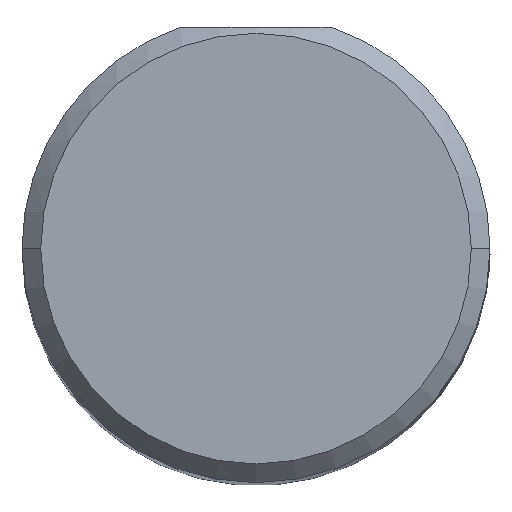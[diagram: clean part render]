
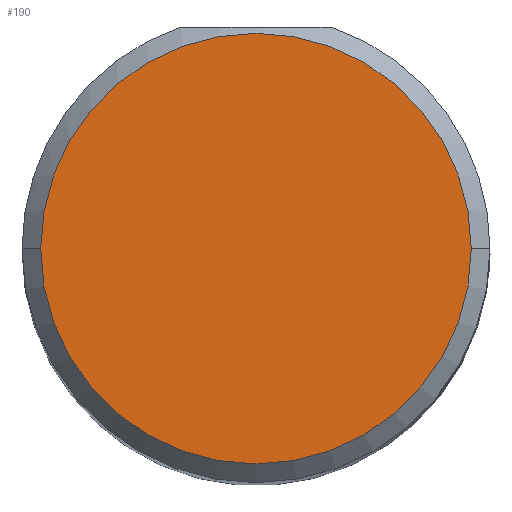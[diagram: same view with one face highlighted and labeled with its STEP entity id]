
A CAD part, top view. The second image highlights one B-rep face of the part: STEP entity #190.
In plain terms, the highlighted planar face has unit normal (0, 0, 1).
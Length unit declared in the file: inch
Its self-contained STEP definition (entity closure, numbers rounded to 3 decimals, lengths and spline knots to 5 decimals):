
#32 = DIRECTION ( 'NONE',  ( 0., 0., 1. ) ) ;
#48 = CARTESIAN_POINT ( 'NONE',  ( 0., 0., 3. ) ) ;
#63 = EDGE_CURVE ( 'NONE', #529, #642, #224, .T. ) ;
#95 = PLANE ( 'NONE',  #302 ) ;
#114 = ORIENTED_EDGE ( 'NONE', *, *, #63, .T. ) ;
#190 = ADVANCED_FACE ( 'NONE', ( #557 ), #95, .T. ) ;
#219 = EDGE_CURVE ( 'NONE', #642, #529, #225, .T. ) ;
#224 = CIRCLE ( 'NONE', #332, 0.1725 ) ;
#225 = CIRCLE ( 'NONE', #257, 0.1725 ) ;
#257 = AXIS2_PLACEMENT_3D ( 'NONE', #410, #517, #505 ) ;
#262 = DIRECTION ( 'NONE',  ( 0., 0., 1. ) ) ;
#302 = AXIS2_PLACEMENT_3D ( 'NONE', #48, #262, #398 ) ;
#332 = AXIS2_PLACEMENT_3D ( 'NONE', #646, #32, #485 ) ;
#398 = DIRECTION ( 'NONE',  ( 1., 0., 0. ) ) ;
#410 = CARTESIAN_POINT ( 'NONE',  ( 0., 0., 3. ) ) ;
#485 = DIRECTION ( 'NONE',  ( 1., 0., 0. ) ) ;
#505 = DIRECTION ( 'NONE',  ( 1., 0., 0. ) ) ;
#517 = DIRECTION ( 'NONE',  ( 0., 0., 1. ) ) ;
#529 = VERTEX_POINT ( 'NONE', #605 ) ;
#557 = FACE_OUTER_BOUND ( 'NONE', #571, .T. ) ;
#571 = EDGE_LOOP ( 'NONE', ( #114, #625 ) ) ;
#605 = CARTESIAN_POINT ( 'NONE',  ( -0.1725, 0., 3. ) ) ;
#624 = CARTESIAN_POINT ( 'NONE',  ( 0.1725, 0., 3. ) ) ;
#625 = ORIENTED_EDGE ( 'NONE', *, *, #219, .T. ) ;
#642 = VERTEX_POINT ( 'NONE', #624 ) ;
#646 = CARTESIAN_POINT ( 'NONE',  ( 0., 0., 3. ) ) ;
